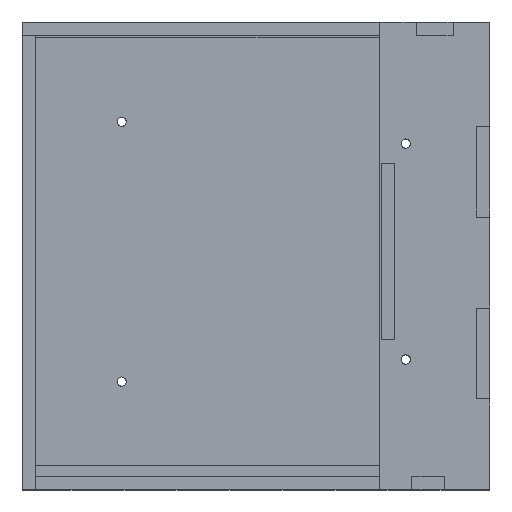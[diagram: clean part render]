
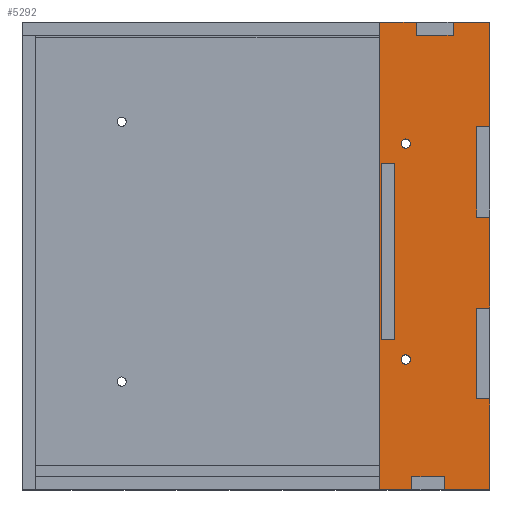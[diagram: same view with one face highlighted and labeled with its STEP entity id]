
A CAD part, top view. The second image highlights one B-rep face of the part: STEP entity #5292.
In plain terms, the highlighted planar face has unit normal (0, 0, 1).
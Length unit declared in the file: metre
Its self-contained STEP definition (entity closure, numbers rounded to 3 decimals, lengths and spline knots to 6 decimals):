
#16=CIRCLE('',#5671,0.00105);
#17=CIRCLE('',#5672,0.00105);
#271=ORIENTED_EDGE('',*,*,#1699,.T.);
#272=ORIENTED_EDGE('',*,*,#1700,.T.);
#273=ORIENTED_EDGE('',*,*,#1701,.F.);
#274=ORIENTED_EDGE('',*,*,#1702,.F.);
#275=ORIENTED_EDGE('',*,*,#1703,.F.);
#276=ORIENTED_EDGE('',*,*,#1704,.F.);
#277=ORIENTED_EDGE('',*,*,#1705,.F.);
#278=ORIENTED_EDGE('',*,*,#1706,.T.);
#279=ORIENTED_EDGE('',*,*,#1695,.T.);
#280=ORIENTED_EDGE('',*,*,#1707,.T.);
#281=ORIENTED_EDGE('',*,*,#1708,.F.);
#282=ORIENTED_EDGE('',*,*,#1709,.F.);
#283=ORIENTED_EDGE('',*,*,#1710,.F.);
#284=ORIENTED_EDGE('',*,*,#1711,.T.);
#285=ORIENTED_EDGE('',*,*,#1712,.F.);
#286=ORIENTED_EDGE('',*,*,#1713,.T.);
#287=ORIENTED_EDGE('',*,*,#1714,.F.);
#288=ORIENTED_EDGE('',*,*,#1715,.F.);
#289=ORIENTED_EDGE('',*,*,#1716,.T.);
#290=ORIENTED_EDGE('',*,*,#1717,.T.);
#291=ORIENTED_EDGE('',*,*,#1718,.F.);
#292=ORIENTED_EDGE('',*,*,#1719,.F.);
#293=ORIENTED_EDGE('',*,*,#1720,.T.);
#294=ORIENTED_EDGE('',*,*,#1721,.T.);
#295=ORIENTED_EDGE('',*,*,#1722,.T.);
#296=ORIENTED_EDGE('',*,*,#1723,.F.);
#1695=EDGE_CURVE('',#2427,#2428,#2979,.T.);
#1699=EDGE_CURVE('',#2431,#2432,#2983,.T.);
#1700=EDGE_CURVE('',#2432,#2433,#2984,.T.);
#1701=EDGE_CURVE('',#2434,#2433,#2985,.T.);
#1702=EDGE_CURVE('',#2431,#2434,#2986,.T.);
#1703=EDGE_CURVE('',#2435,#2435,#16,.T.);
#1704=EDGE_CURVE('',#2436,#2436,#17,.T.);
#1705=EDGE_CURVE('',#2437,#2438,#2987,.T.);
#1706=EDGE_CURVE('',#2437,#2427,#2988,.T.);
#1707=EDGE_CURVE('',#2428,#2439,#2989,.T.);
#1708=EDGE_CURVE('',#2440,#2439,#2990,.T.);
#1709=EDGE_CURVE('',#2441,#2440,#2991,.T.);
#1710=EDGE_CURVE('',#2442,#2441,#2992,.T.);
#1711=EDGE_CURVE('',#2442,#2443,#2993,.T.);
#1712=EDGE_CURVE('',#2444,#2443,#2994,.T.);
#1713=EDGE_CURVE('',#2444,#2445,#2995,.T.);
#1714=EDGE_CURVE('',#2446,#2445,#2996,.T.);
#1715=EDGE_CURVE('',#2447,#2446,#2997,.T.);
#1716=EDGE_CURVE('',#2447,#2448,#2998,.T.);
#1717=EDGE_CURVE('',#2448,#2449,#2999,.T.);
#1718=EDGE_CURVE('',#2450,#2449,#3000,.T.);
#1719=EDGE_CURVE('',#2451,#2450,#3001,.T.);
#1720=EDGE_CURVE('',#2451,#2452,#3002,.T.);
#1721=EDGE_CURVE('',#2452,#2453,#3003,.T.);
#1722=EDGE_CURVE('',#2453,#2454,#3004,.T.);
#1723=EDGE_CURVE('',#2438,#2454,#3005,.T.);
#2427=VERTEX_POINT('',#7498);
#2428=VERTEX_POINT('',#7499);
#2431=VERTEX_POINT('',#7507);
#2432=VERTEX_POINT('',#7508);
#2433=VERTEX_POINT('',#7510);
#2434=VERTEX_POINT('',#7512);
#2435=VERTEX_POINT('',#7515);
#2436=VERTEX_POINT('',#7517);
#2437=VERTEX_POINT('',#7519);
#2438=VERTEX_POINT('',#7520);
#2439=VERTEX_POINT('',#7523);
#2440=VERTEX_POINT('',#7525);
#2441=VERTEX_POINT('',#7527);
#2442=VERTEX_POINT('',#7529);
#2443=VERTEX_POINT('',#7531);
#2444=VERTEX_POINT('',#7533);
#2445=VERTEX_POINT('',#7535);
#2446=VERTEX_POINT('',#7537);
#2447=VERTEX_POINT('',#7539);
#2448=VERTEX_POINT('',#7541);
#2449=VERTEX_POINT('',#7543);
#2450=VERTEX_POINT('',#7545);
#2451=VERTEX_POINT('',#7547);
#2452=VERTEX_POINT('',#7549);
#2453=VERTEX_POINT('',#7551);
#2454=VERTEX_POINT('',#7553);
#2979=LINE('',#7497,#3735);
#2983=LINE('',#7506,#3739);
#2984=LINE('',#7509,#3740);
#2985=LINE('',#7511,#3741);
#2986=LINE('',#7513,#3742);
#2987=LINE('',#7518,#3743);
#2988=LINE('',#7521,#3744);
#2989=LINE('',#7522,#3745);
#2990=LINE('',#7524,#3746);
#2991=LINE('',#7526,#3747);
#2992=LINE('',#7528,#3748);
#2993=LINE('',#7530,#3749);
#2994=LINE('',#7532,#3750);
#2995=LINE('',#7534,#3751);
#2996=LINE('',#7536,#3752);
#2997=LINE('',#7538,#3753);
#2998=LINE('',#7540,#3754);
#2999=LINE('',#7542,#3755);
#3000=LINE('',#7544,#3756);
#3001=LINE('',#7546,#3757);
#3002=LINE('',#7548,#3758);
#3003=LINE('',#7550,#3759);
#3004=LINE('',#7552,#3760);
#3005=LINE('',#7554,#3761);
#3735=VECTOR('',#6116,1.);
#3739=VECTOR('',#6122,1.);
#3740=VECTOR('',#6123,1.);
#3741=VECTOR('',#6124,1.);
#3742=VECTOR('',#6125,1.);
#3743=VECTOR('',#6130,1.);
#3744=VECTOR('',#6131,1.);
#3745=VECTOR('',#6132,1.);
#3746=VECTOR('',#6133,1.);
#3747=VECTOR('',#6134,1.);
#3748=VECTOR('',#6135,1.);
#3749=VECTOR('',#6136,1.);
#3750=VECTOR('',#6137,1.);
#3751=VECTOR('',#6138,1.);
#3752=VECTOR('',#6139,1.);
#3753=VECTOR('',#6140,1.);
#3754=VECTOR('',#6141,1.);
#3755=VECTOR('',#6142,1.);
#3756=VECTOR('',#6143,1.);
#3757=VECTOR('',#6144,1.);
#3758=VECTOR('',#6145,1.);
#3759=VECTOR('',#6146,1.);
#3760=VECTOR('',#6147,1.);
#3761=VECTOR('',#6148,1.);
#4422=EDGE_LOOP('',(#271,#272,#273,#274));
#4423=EDGE_LOOP('',(#275));
#4424=EDGE_LOOP('',(#276));
#4425=EDGE_LOOP('',(#277,#278,#279,#280,#281,#282,#283,#284,#285,#286,#287,
#288,#289,#290,#291,#292,#293,#294,#295,#296));
#4722=FACE_BOUND('',#4422,.T.);
#4723=FACE_BOUND('',#4423,.T.);
#4724=FACE_BOUND('',#4424,.T.);
#4725=FACE_BOUND('',#4425,.T.);
#5022=PLANE('',#5670);
#5292=ADVANCED_FACE('',(#4722,#4723,#4724,#4725),#5022,.T.);
#5670=AXIS2_PLACEMENT_3D('',#7505,#6120,#6121);
#5671=AXIS2_PLACEMENT_3D('',#7514,#6126,#6127);
#5672=AXIS2_PLACEMENT_3D('',#7516,#6128,#6129);
#6116=DIRECTION('',(-1.,0.,0.));
#6120=DIRECTION('',(0.,0.,1.));
#6121=DIRECTION('',(1.,0.,0.));
#6122=DIRECTION('',(0.,-1.,0.));
#6123=DIRECTION('',(-1.,0.,0.));
#6124=DIRECTION('',(0.,-1.,0.));
#6125=DIRECTION('',(-1.,0.,0.));
#6126=DIRECTION('',(0.,0.,1.));
#6127=DIRECTION('',(1.,0.,0.));
#6128=DIRECTION('',(0.,0.,1.));
#6129=DIRECTION('',(1.,0.,0.));
#6130=DIRECTION('',(1.,0.,0.));
#6131=DIRECTION('',(0.,1.,0.));
#6132=DIRECTION('',(0.,-1.,0.));
#6133=DIRECTION('',(-1.,0.,0.));
#6134=DIRECTION('',(0.,-1.,0.));
#6135=DIRECTION('',(-1.,0.,0.));
#6136=DIRECTION('',(0.,-1.,0.));
#6137=DIRECTION('',(-1.,0.,0.));
#6138=DIRECTION('',(0.,1.,0.));
#6139=DIRECTION('',(1.,0.,0.));
#6140=DIRECTION('',(0.,-1.,0.));
#6141=DIRECTION('',(1.,0.,0.));
#6142=DIRECTION('',(0.,1.,0.));
#6143=DIRECTION('',(1.,0.,0.));
#6144=DIRECTION('',(0.,-1.,0.));
#6145=DIRECTION('',(1.,0.,0.));
#6146=DIRECTION('',(0.,1.,0.));
#6147=DIRECTION('',(-1.,0.,0.));
#6148=DIRECTION('',(0.,1.,0.));
#7497=CARTESIAN_POINT('',(0.0516,0.0531,0.013));
#7498=CARTESIAN_POINT('',(0.036383,0.0531,0.013));
#7499=CARTESIAN_POINT('',(0.028025,0.0531,0.013));
#7505=CARTESIAN_POINT('',(-0.019799,0.,0.013));
#7506=CARTESIAN_POINT('',(0.0315,0.000993,0.013));
#7507=CARTESIAN_POINT('',(0.0315,0.020993,0.013));
#7508=CARTESIAN_POINT('',(0.0315,-0.019007,0.013));
#7509=CARTESIAN_POINT('',(0.02995,-0.019007,0.013));
#7510=CARTESIAN_POINT('',(0.0284,-0.019007,0.013));
#7511=CARTESIAN_POINT('',(0.0284,0.000993,0.013));
#7512=CARTESIAN_POINT('',(0.0284,0.020993,0.013));
#7513=CARTESIAN_POINT('',(0.02995,0.020993,0.013));
#7514=CARTESIAN_POINT('',(0.034,-0.0235,0.013));
#7515=CARTESIAN_POINT('',(0.03505,-0.0235,0.013));
#7516=CARTESIAN_POINT('',(0.034,0.0255,0.013));
#7517=CARTESIAN_POINT('',(0.03505,0.0255,0.013));
#7518=CARTESIAN_POINT('',(0.040563,0.0501,0.013));
#7519=CARTESIAN_POINT('',(0.036383,0.0501,0.013));
#7520=CARTESIAN_POINT('',(0.044742,0.0501,0.013));
#7521=CARTESIAN_POINT('',(0.036383,0.0516,0.013));
#7522=CARTESIAN_POINT('',(0.028025,0.001,0.013));
#7523=CARTESIAN_POINT('',(0.028025,-0.0531,0.013));
#7524=CARTESIAN_POINT('',(0.0516,-0.0531,0.013));
#7525=CARTESIAN_POINT('',(0.035383,-0.0531,0.013));
#7526=CARTESIAN_POINT('',(0.035383,-0.0516,0.013));
#7527=CARTESIAN_POINT('',(0.035383,-0.0501,0.013));
#7528=CARTESIAN_POINT('',(0.039063,-0.0501,0.013));
#7529=CARTESIAN_POINT('',(0.042742,-0.0501,0.013));
#7530=CARTESIAN_POINT('',(0.042742,-0.0516,0.013));
#7531=CARTESIAN_POINT('',(0.042742,-0.0531,0.013));
#7532=CARTESIAN_POINT('',(0.0516,-0.0531,0.013));
#7533=CARTESIAN_POINT('',(0.0531,-0.0531,0.013));
#7534=CARTESIAN_POINT('',(0.0531,0.0516,0.013));
#7535=CARTESIAN_POINT('',(0.0531,-0.03246,0.013));
#7536=CARTESIAN_POINT('',(0.0516,-0.03246,0.013));
#7537=CARTESIAN_POINT('',(0.0501,-0.03246,0.013));
#7538=CARTESIAN_POINT('',(0.0501,-0.02214,0.013));
#7539=CARTESIAN_POINT('',(0.0501,-0.01182,0.013));
#7540=CARTESIAN_POINT('',(0.0516,-0.01182,0.013));
#7541=CARTESIAN_POINT('',(0.0531,-0.01182,0.013));
#7542=CARTESIAN_POINT('',(0.0531,0.0516,0.013));
#7543=CARTESIAN_POINT('',(0.0531,0.00882,0.013));
#7544=CARTESIAN_POINT('',(0.0516,0.00882,0.013));
#7545=CARTESIAN_POINT('',(0.0501,0.00882,0.013));
#7546=CARTESIAN_POINT('',(0.0501,0.01914,0.013));
#7547=CARTESIAN_POINT('',(0.0501,0.02946,0.013));
#7548=CARTESIAN_POINT('',(0.0516,0.02946,0.013));
#7549=CARTESIAN_POINT('',(0.0531,0.02946,0.013));
#7550=CARTESIAN_POINT('',(0.0531,0.0516,0.013));
#7551=CARTESIAN_POINT('',(0.0531,0.0531,0.013));
#7552=CARTESIAN_POINT('',(0.0516,0.0531,0.013));
#7553=CARTESIAN_POINT('',(0.044742,0.0531,0.013));
#7554=CARTESIAN_POINT('',(0.044742,0.0516,0.013));
